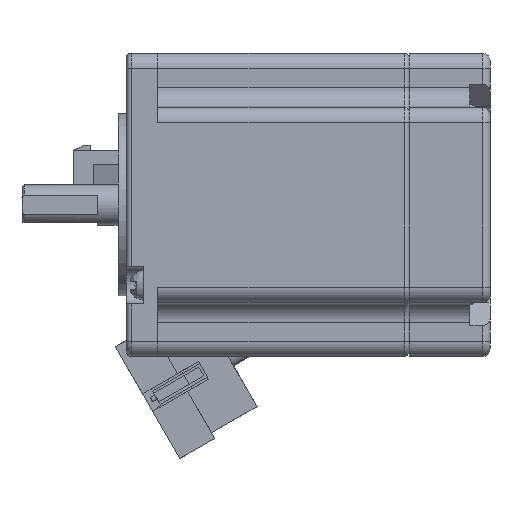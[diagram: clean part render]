
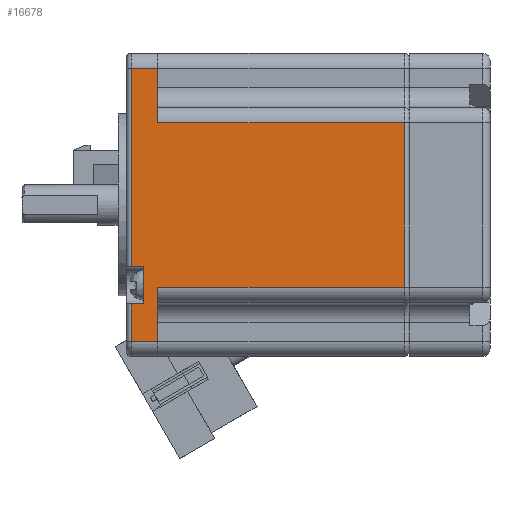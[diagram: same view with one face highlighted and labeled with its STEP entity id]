
A CAD part, front view. The second image highlights one B-rep face of the part: STEP entity #16678.
In plain terms, the highlighted face is planar.
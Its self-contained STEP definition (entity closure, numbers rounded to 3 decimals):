
#448 = ORIENTED_EDGE ( 'NONE', *, *, #47535, .F. ) ;
#1861 = CARTESIAN_POINT ( 'NONE',  ( 78.476, 115.692, -157. ) ) ;
#2002 = CARTESIAN_POINT ( 'NONE',  ( 45.876, 115.692, -205.7 ) ) ;
#2438 = ORIENTED_EDGE ( 'NONE', *, *, #42614, .T. ) ;
#3158 = VERTEX_POINT ( 'NONE', #26605 ) ;
#5713 = CARTESIAN_POINT ( 'NONE',  ( 49.976, 115.692, -212. ) ) ;
#6972 = VECTOR ( 'NONE', #12977, 1000. ) ;
#8466 = ORIENTED_EDGE ( 'NONE', *, *, #74877, .T. ) ;
#9845 = CARTESIAN_POINT ( 'NONE',  ( 35.176, 115.692, -212. ) ) ;
#11060 = LINE ( 'NONE', #70245, #35571 ) ;
#12977 = DIRECTION ( 'NONE',  ( -1., 0., 0. ) ) ;
#15628 = AXIS2_PLACEMENT_3D ( 'NONE', #113581, #134467, #72171 ) ;
#15890 = CARTESIAN_POINT ( 'NONE',  ( 92.176, 115.692, -208.5 ) ) ;
#16678 = ADVANCED_FACE ( 'NONE', ( #110442 ), #61665, .T. ) ;
#17380 = DIRECTION ( 'NONE',  ( 1., 0., 0. ) ) ;
#18785 = EDGE_CURVE ( 'NONE', #49176, #115056, #93006, .T. ) ;
#20074 = CARTESIAN_POINT ( 'NONE',  ( 78.476, 115.692, -212. ) ) ;
#22457 = LINE ( 'NONE', #5713, #105758 ) ;
#23361 = EDGE_CURVE ( 'NONE', #70834, #48231, #132472, .T. ) ;
#25940 = DIRECTION ( 'NONE',  ( -1., 0., 0. ) ) ;
#26605 = CARTESIAN_POINT ( 'NONE',  ( 89.176, 115.692, -211. ) ) ;
#28093 = VERTEX_POINT ( 'NONE', #130599 ) ;
#30535 = DIRECTION ( 'NONE',  ( 1., 0., 0. ) ) ;
#33149 = VECTOR ( 'NONE', #75093, 1000. ) ;
#34177 = VECTOR ( 'NONE', #25940, 1000. ) ;
#34412 = CARTESIAN_POINT ( 'NONE',  ( 45.876, 115.692, -205.7 ) ) ;
#34687 = LINE ( 'NONE', #116940, #6972 ) ;
#35571 = VECTOR ( 'NONE', #59737, 1000. ) ;
#36393 = EDGE_CURVE ( 'NONE', #61853, #49176, #22457, .T. ) ;
#41235 = LINE ( 'NONE', #51372, #117866 ) ;
#41328 = DIRECTION ( 'NONE',  ( 0., 0., 1. ) ) ;
#42180 = VERTEX_POINT ( 'NONE', #78424 ) ;
#42614 = EDGE_CURVE ( 'NONE', #3158, #61853, #34687, .T. ) ;
#43436 = ORIENTED_EDGE ( 'NONE', *, *, #53075, .T. ) ;
#43576 = CARTESIAN_POINT ( 'NONE',  ( 92.176, 115.692, -211. ) ) ;
#45388 = VECTOR ( 'NONE', #17380, 1000. ) ;
#45827 = VERTEX_POINT ( 'NONE', #117301 ) ;
#47018 = CARTESIAN_POINT ( 'NONE',  ( 92.176, 115.692, -205.7 ) ) ;
#47535 = EDGE_CURVE ( 'NONE', #90059, #54003, #118192, .T. ) ;
#48231 = VERTEX_POINT ( 'NONE', #77182 ) ;
#49176 = VERTEX_POINT ( 'NONE', #61887 ) ;
#49179 = ORIENTED_EDGE ( 'NONE', *, *, #23361, .T. ) ;
#51372 = CARTESIAN_POINT ( 'NONE',  ( 42.576, 115.692, -212. ) ) ;
#53075 = EDGE_CURVE ( 'NONE', #28093, #3158, #11060, .T. ) ;
#54003 = VERTEX_POINT ( 'NONE', #2002 ) ;
#56203 = VECTOR ( 'NONE', #88544, 1000. ) ;
#56263 = EDGE_CURVE ( 'NONE', #48231, #28093, #128532, .T. ) ;
#59526 = VECTOR ( 'NONE', #96935, 1000. ) ;
#59737 = DIRECTION ( 'NONE',  ( 0., 0., -1. ) ) ;
#61665 = PLANE ( 'NONE',  #15628 ) ;
#61832 = ORIENTED_EDGE ( 'NONE', *, *, #127073, .T. ) ;
#61853 = VERTEX_POINT ( 'NONE', #93483 ) ;
#61887 = CARTESIAN_POINT ( 'NONE',  ( 49.976, 115.692, -208.5 ) ) ;
#61896 = DIRECTION ( 'NONE',  ( 0., 0., -1. ) ) ;
#61948 = VECTOR ( 'NONE', #41328, 1000. ) ;
#64983 = ORIENTED_EDGE ( 'NONE', *, *, #126283, .T. ) ;
#65249 = LINE ( 'NONE', #9845, #61948 ) ;
#69943 = ORIENTED_EDGE ( 'NONE', *, *, #56263, .T. ) ;
#70245 = CARTESIAN_POINT ( 'NONE',  ( 89.176, 115.692, -212. ) ) ;
#70834 = VERTEX_POINT ( 'NONE', #1861 ) ;
#72171 = DIRECTION ( 'NONE',  ( 0., 0., 1. ) ) ;
#74430 = ORIENTED_EDGE ( 'NONE', *, *, #95425, .T. ) ;
#74877 = EDGE_CURVE ( 'NONE', #42180, #110447, #65249, .T. ) ;
#75093 = DIRECTION ( 'NONE',  ( -1., 0., 0. ) ) ;
#77182 = CARTESIAN_POINT ( 'NONE',  ( 78.476, 115.692, -205.7 ) ) ;
#78424 = CARTESIAN_POINT ( 'NONE',  ( 35.176, 115.692, -211. ) ) ;
#78735 = DIRECTION ( 'NONE',  ( 0., 0., 1. ) ) ;
#83047 = CARTESIAN_POINT ( 'NONE',  ( 92.176, 115.692, -157. ) ) ;
#83475 = CARTESIAN_POINT ( 'NONE',  ( 42.576, 115.692, -208.5 ) ) ;
#87207 = LINE ( 'NONE', #47018, #56203 ) ;
#88095 = EDGE_LOOP ( 'NONE', ( #448, #74430, #49179, #69943, #43436, #2438, #133509, #106233, #61832, #113530, #8466, #64983 ) ) ;
#88544 = DIRECTION ( 'NONE',  ( 1., 0., 0. ) ) ;
#90059 = VERTEX_POINT ( 'NONE', #106525 ) ;
#93006 = LINE ( 'NONE', #15890, #34177 ) ;
#93483 = CARTESIAN_POINT ( 'NONE',  ( 49.976, 115.692, -211. ) ) ;
#95425 = EDGE_CURVE ( 'NONE', #90059, #70834, #96998, .T. ) ;
#96935 = DIRECTION ( 'NONE',  ( 0., 0., -1. ) ) ;
#96998 = LINE ( 'NONE', #83047, #124652 ) ;
#105758 = VECTOR ( 'NONE', #78735, 1000. ) ;
#106233 = ORIENTED_EDGE ( 'NONE', *, *, #18785, .T. ) ;
#106525 = CARTESIAN_POINT ( 'NONE',  ( 45.876, 115.692, -157. ) ) ;
#106946 = EDGE_CURVE ( 'NONE', #45827, #42180, #116372, .T. ) ;
#108097 = VECTOR ( 'NONE', #113594, 1000. ) ;
#110442 = FACE_OUTER_BOUND ( 'NONE', #88095, .T. ) ;
#110447 = VERTEX_POINT ( 'NONE', #118279 ) ;
#113530 = ORIENTED_EDGE ( 'NONE', *, *, #106946, .T. ) ;
#113581 = CARTESIAN_POINT ( 'NONE',  ( 92.176, 115.692, -212. ) ) ;
#113594 = DIRECTION ( 'NONE',  ( 0., 0., -1. ) ) ;
#115056 = VERTEX_POINT ( 'NONE', #83475 ) ;
#116372 = LINE ( 'NONE', #43576, #33149 ) ;
#116940 = CARTESIAN_POINT ( 'NONE',  ( 92.176, 115.692, -211. ) ) ;
#117301 = CARTESIAN_POINT ( 'NONE',  ( 42.576, 115.692, -211. ) ) ;
#117866 = VECTOR ( 'NONE', #61896, 1000. ) ;
#118192 = LINE ( 'NONE', #34412, #59526 ) ;
#118279 = CARTESIAN_POINT ( 'NONE',  ( 35.176, 115.692, -205.7 ) ) ;
#124652 = VECTOR ( 'NONE', #30535, 1000. ) ;
#126283 = EDGE_CURVE ( 'NONE', #110447, #54003, #87207, .T. ) ;
#127073 = EDGE_CURVE ( 'NONE', #115056, #45827, #41235, .T. ) ;
#128532 = LINE ( 'NONE', #131862, #45388 ) ;
#130599 = CARTESIAN_POINT ( 'NONE',  ( 89.176, 115.692, -205.7 ) ) ;
#131862 = CARTESIAN_POINT ( 'NONE',  ( 92.176, 115.692, -205.7 ) ) ;
#132472 = LINE ( 'NONE', #20074, #108097 ) ;
#133509 = ORIENTED_EDGE ( 'NONE', *, *, #36393, .T. ) ;
#134467 = DIRECTION ( 'NONE',  ( 0., 1., 0. ) ) ;
